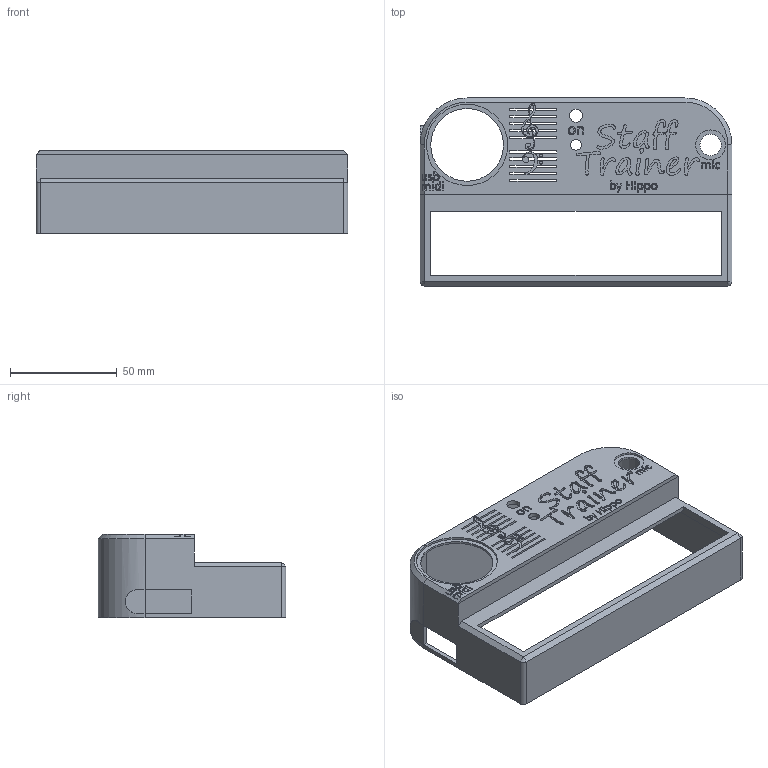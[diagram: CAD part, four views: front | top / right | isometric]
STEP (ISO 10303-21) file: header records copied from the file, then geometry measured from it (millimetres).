
FILE_DESCRIPTION(/* description */ (''),/* implementation_level */ '2;1');
FILE_NAME(/* name */ 'Staff trainer v6.step',/* time_stamp */ '2024-06-02T19:58:28+02:00',/* author */ (''),/* organization */ (''),/* preprocessor_version */ 'ST-DEVELOPER v20',/* originating_system */ 'Autodesk Translation Framework v12.20.1.177',/* authorisation */ '');
FILE_SCHEMA (('AUTOMOTIVE_DESIGN { 1 0 10303 214 3 1 1 }'));
Products named in the file (1): Staff trainer
Bounding box: 146 x 88 x 39 mm (x, y, z)
Volume: 44388.4 mm3; surface area: 49547.2 mm2
Topology: 2 solids, 2 shells, 1480 faces, 4343 edges, 2870 vertices
Faces by surface type: bspline 1203, plane 259, cylinder 14, cone 4
Full cylindrical faces by diameter (mm): 5 x1, 6 x1, 10 x1, 14 x1, 34 x1, 38 x1
Entity records: 59727 total; most frequent: CARTESIAN_POINT 29315, ORIENTED_EDGE 8682, EDGE_CURVE 4341, VERTEX_POINT 2870, B_SPLINE_CURVE_WITH_KNOTS 2416, DIRECTION 2355, LINE 1735, VECTOR 1735
